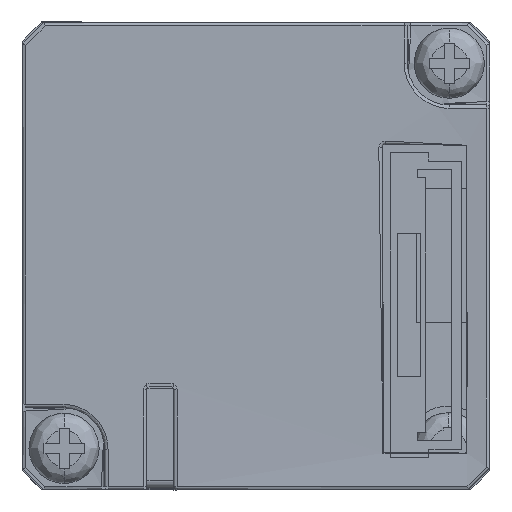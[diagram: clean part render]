
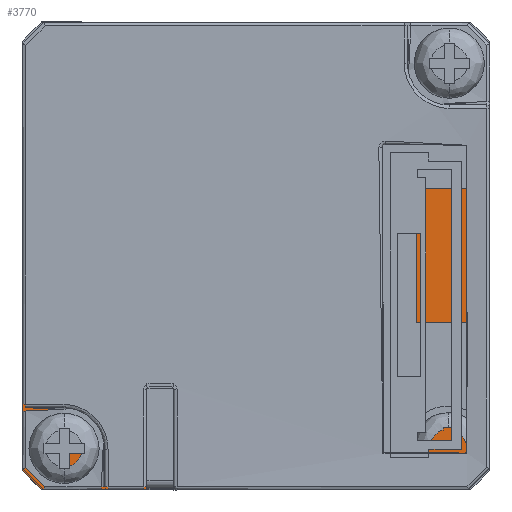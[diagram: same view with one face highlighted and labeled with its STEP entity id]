
A CAD part, front view. The second image highlights one B-rep face of the part: STEP entity #3770.
In plain terms, the highlighted planar face has unit normal (0, -1, 0).
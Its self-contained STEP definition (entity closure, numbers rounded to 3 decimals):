
#147 = FACE_BOUND ( 'NONE', #1460, .T. ) ;
#216 = CARTESIAN_POINT ( 'NONE',  ( -25.557, -31.654, 33.6 ) ) ;
#276 = EDGE_CURVE ( 'NONE', #7369, #8199, #688, .T. ) ;
#468 = VECTOR ( 'NONE', #3334, 1000. ) ;
#471 = EDGE_CURVE ( 'NONE', #7176, #6184, #986, .T. ) ;
#688 = LINE ( 'NONE', #3968, #468 ) ;
#708 = VECTOR ( 'NONE', #6641, 1000. ) ;
#877 = DIRECTION ( 'NONE',  ( 0., 0., -1. ) ) ;
#986 = LINE ( 'NONE', #2558, #2622 ) ;
#1026 = VECTOR ( 'NONE', #4319, 1000. ) ;
#1033 = DIRECTION ( 'NONE',  ( -0.707, 0., 0.707 ) ) ;
#1068 = CARTESIAN_POINT ( 'NONE',  ( -12.711, -31.654, 19.6 ) ) ;
#1460 = EDGE_LOOP ( 'NONE', ( #8574, #1850 ) ) ;
#1462 = LINE ( 'NONE', #4900, #8602 ) ;
#1602 = ORIENTED_EDGE ( 'NONE', *, *, #276, .T. ) ;
#1767 = DIRECTION ( 'NONE',  ( 0., 0., -1. ) ) ;
#1850 = ORIENTED_EDGE ( 'NONE', *, *, #4607, .F. ) ;
#1885 = DIRECTION ( 'NONE',  ( -1., 0., 0. ) ) ;
#1923 = VECTOR ( 'NONE', #6440, 1000. ) ;
#1982 = EDGE_CURVE ( 'NONE', #7436, #7369, #4922, .T. ) ;
#2202 = PLANE ( 'NONE',  #5021 ) ;
#2435 = EDGE_CURVE ( 'NONE', #5762, #6389, #1462, .T. ) ;
#2451 = CARTESIAN_POINT ( 'NONE',  ( -12.711, -31.654, 21.1 ) ) ;
#2453 = DIRECTION ( 'NONE',  ( 0., -1., 0. ) ) ;
#2507 = CARTESIAN_POINT ( 'NONE',  ( 1.289, -31.654, 6.755 ) ) ;
#2536 = LINE ( 'NONE', #8007, #708 ) ;
#2558 = CARTESIAN_POINT ( 'NONE',  ( 0.134, -31.654, 33.6 ) ) ;
#2622 = VECTOR ( 'NONE', #1885, 1000. ) ;
#2675 = AXIS2_PLACEMENT_3D ( 'NONE', #1068, #5915, #1767 ) ;
#2679 = CARTESIAN_POINT ( 'NONE',  ( -26.711, -31.654, 6.755 ) ) ;
#2805 = EDGE_CURVE ( 'NONE', #8199, #4802, #2536, .T. ) ;
#3334 = DIRECTION ( 'NONE',  ( 0.707, 0., 0.707 ) ) ;
#3510 = CARTESIAN_POINT ( 'NONE',  ( 0.134, -31.654, 33.6 ) ) ;
#3530 = EDGE_CURVE ( 'NONE', #3548, #7646, #6317, .T. ) ;
#3548 = VERTEX_POINT ( 'NONE', #5931 ) ;
#3753 = LINE ( 'NONE', #216, #1923 ) ;
#3770 = ADVANCED_FACE ( 'NONE', ( #147, #7482 ), #2202, .T. ) ;
#3907 = ORIENTED_EDGE ( 'NONE', *, *, #2435, .T. ) ;
#3938 = CARTESIAN_POINT ( 'NONE',  ( 1.289, -31.654, 32.445 ) ) ;
#3968 = CARTESIAN_POINT ( 'NONE',  ( 0.134, -31.654, 5.6 ) ) ;
#4308 = CARTESIAN_POINT ( 'NONE',  ( -17.37, -31.654, 47.6 ) ) ;
#4319 = DIRECTION ( 'NONE',  ( 1., 0., 0. ) ) ;
#4367 = CARTESIAN_POINT ( 'NONE',  ( 0.134, -31.654, 5.6 ) ) ;
#4452 = CARTESIAN_POINT ( 'NONE',  ( -25.557, -31.654, 5.6 ) ) ;
#4558 = CARTESIAN_POINT ( 'NONE',  ( -25.557, -31.654, 33.6 ) ) ;
#4607 = EDGE_CURVE ( 'NONE', #7646, #3548, #7353, .T. ) ;
#4802 = VERTEX_POINT ( 'NONE', #3938 ) ;
#4804 = CARTESIAN_POINT ( 'NONE',  ( -26.711, -31.654, 32.445 ) ) ;
#4900 = CARTESIAN_POINT ( 'NONE',  ( -26.711, -31.654, 32.445 ) ) ;
#4922 = LINE ( 'NONE', #5719, #1026 ) ;
#4999 = DIRECTION ( 'NONE',  ( 0., -1., 0. ) ) ;
#5011 = CARTESIAN_POINT ( 'NONE',  ( -26.711, -31.654, 6.755 ) ) ;
#5021 = AXIS2_PLACEMENT_3D ( 'NONE', #4308, #4999, #877 ) ;
#5116 = EDGE_CURVE ( 'NONE', #4802, #7176, #8001, .T. ) ;
#5719 = CARTESIAN_POINT ( 'NONE',  ( -25.557, -31.654, 5.6 ) ) ;
#5760 = DIRECTION ( 'NONE',  ( 0.707, 0., -0.707 ) ) ;
#5762 = VERTEX_POINT ( 'NONE', #4804 ) ;
#5915 = DIRECTION ( 'NONE',  ( 0., -1., 0. ) ) ;
#5931 = CARTESIAN_POINT ( 'NONE',  ( -12.711, -31.654, 18.1 ) ) ;
#5947 = VECTOR ( 'NONE', #1033, 1000. ) ;
#6027 = ORIENTED_EDGE ( 'NONE', *, *, #1982, .T. ) ;
#6065 = EDGE_CURVE ( 'NONE', #6389, #7436, #8774, .T. ) ;
#6174 = ORIENTED_EDGE ( 'NONE', *, *, #5116, .T. ) ;
#6184 = VERTEX_POINT ( 'NONE', #4558 ) ;
#6307 = DIRECTION ( 'NONE',  ( 0., 0., -1. ) ) ;
#6317 = CIRCLE ( 'NONE', #7062, 1.5 ) ;
#6389 = VERTEX_POINT ( 'NONE', #2679 ) ;
#6440 = DIRECTION ( 'NONE',  ( -0.707, 0., -0.707 ) ) ;
#6590 = CARTESIAN_POINT ( 'NONE',  ( -12.711, -31.654, 19.6 ) ) ;
#6616 = EDGE_LOOP ( 'NONE', ( #8876, #7094, #3907, #7199, #6027, #1602, #7302, #6174 ) ) ;
#6641 = DIRECTION ( 'NONE',  ( 0., 0., 1. ) ) ;
#6927 = VECTOR ( 'NONE', #5760, 1000. ) ;
#7062 = AXIS2_PLACEMENT_3D ( 'NONE', #6590, #2453, #7285 ) ;
#7094 = ORIENTED_EDGE ( 'NONE', *, *, #7349, .T. ) ;
#7176 = VERTEX_POINT ( 'NONE', #3510 ) ;
#7199 = ORIENTED_EDGE ( 'NONE', *, *, #6065, .T. ) ;
#7285 = DIRECTION ( 'NONE',  ( 0., 0., -1. ) ) ;
#7302 = ORIENTED_EDGE ( 'NONE', *, *, #2805, .T. ) ;
#7349 = EDGE_CURVE ( 'NONE', #6184, #5762, #3753, .T. ) ;
#7353 = CIRCLE ( 'NONE', #2675, 1.5 ) ;
#7369 = VERTEX_POINT ( 'NONE', #4367 ) ;
#7436 = VERTEX_POINT ( 'NONE', #4452 ) ;
#7482 = FACE_OUTER_BOUND ( 'NONE', #6616, .T. ) ;
#7646 = VERTEX_POINT ( 'NONE', #2451 ) ;
#8001 = LINE ( 'NONE', #8660, #5947 ) ;
#8007 = CARTESIAN_POINT ( 'NONE',  ( 1.289, -31.654, 6.755 ) ) ;
#8199 = VERTEX_POINT ( 'NONE', #2507 ) ;
#8574 = ORIENTED_EDGE ( 'NONE', *, *, #3530, .F. ) ;
#8602 = VECTOR ( 'NONE', #6307, 1000. ) ;
#8660 = CARTESIAN_POINT ( 'NONE',  ( 1.289, -31.654, 32.445 ) ) ;
#8774 = LINE ( 'NONE', #5011, #6927 ) ;
#8876 = ORIENTED_EDGE ( 'NONE', *, *, #471, .T. ) ;
